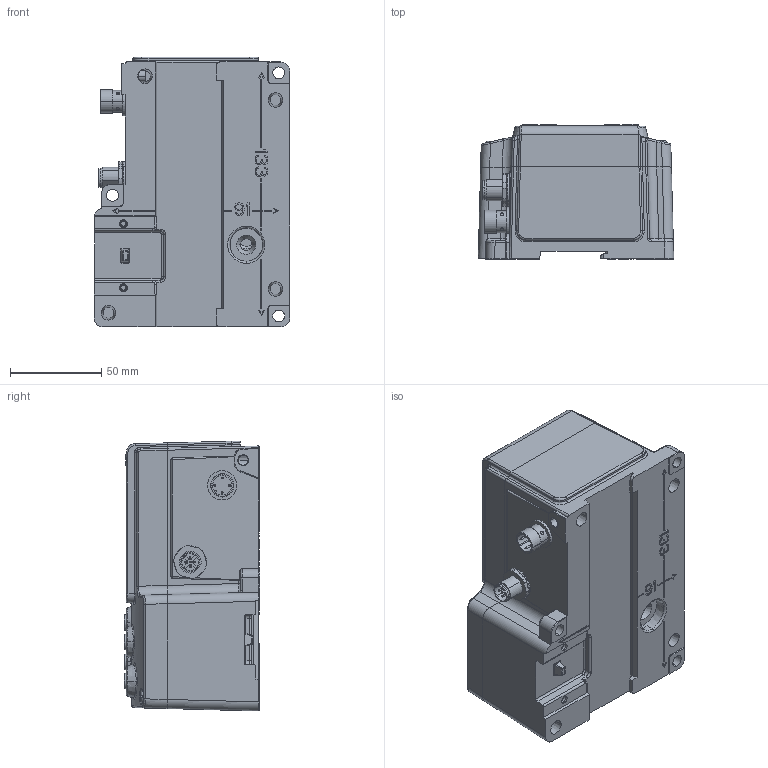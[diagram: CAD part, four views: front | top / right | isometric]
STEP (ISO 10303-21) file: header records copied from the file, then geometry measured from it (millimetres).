
FILE_DESCRIPTION((''),'2;1');
FILE_NAME('CAD1393_ASM','2011-11-23T',('dhelisch'),(''),'PRO/ENGINEER BY PARAMETRIC TECHNOLOGY CORPORATION, 2007250','PRO/ENGINEER BY PARAMETRIC TECHNOLOGY CORPORATION, 2007250','');
FILE_SCHEMA(('CONFIG_CONTROL_DESIGN'));
Length unit declared in the file: millimetre
Products named in the file (15): MANIFOLD_SOLID_BREP_42981_1_1; DM_04C0F4_1_3__1; DM_04C0F4_ASM_1_ASM_2__ASM_1_ASM; _04C0F4A_ASM_5__1; 04C0F4A_ASM_5__ASM_1_ASM; SCHRAUBE_ISO_1580-M4X10-4_8_1__; PRT0002_1__1; PRT0003_1__1; PRT0004_1__1; FIELDBUS_KLEIN_2__1; _HAUPT_ASM_2__1; HAUPT_ASM_2__ASM_1_ASM; 09-4445-88-05; STECKER_4POLIG_2_; CAD1393_ASM
Assembly tree (17 placements, depth 5):
  CAD1393_ASM
    HAUPT_ASM_2__ASM_1_ASM
      MANIFOLD_SOLID_BREP_42981_1_1
      04C0F4A_ASM_5__ASM_1_ASM
        DM_04C0F4_ASM_1_ASM_2__ASM_1_ASM
          DM_04C0F4_1_3__1
        _04C0F4A_ASM_5__1
      SCHRAUBE_ISO_1580-M4X10-4_8_1__
      PRT0002_1__1
      PRT0003_1__1
      PRT0004_1__1
      FIELDBUS_KLEIN_2__1  x4
      _HAUPT_ASM_2__1
    09-4445-88-05
    STECKER_4POLIG_2_
Bounding box: 107 x 74 x 147.71 mm (x, y, z)
Volume: 217080.3 mm3; surface area: 143917.1 mm2
Topology: 11 solids, 30 shells, 2624 faces, 7077 edges, 4571 vertices
Faces by surface type: plane 1131, cylinder 745, cone 277, torus 213, bspline 162, sphere 48, extrusion 48
Entity records: 113953 total; most frequent: CARTESIAN_POINT 31335, ORIENTED_EDGE 13590, DIRECTION 12908, EDGE_CURVE 6866, AXIS2_PLACEMENT_3D 4516, PRESENTATION_STYLE_ASSIGNMENT 4512, STYLED_ITEM 4512, VERTEX_POINT 4465
